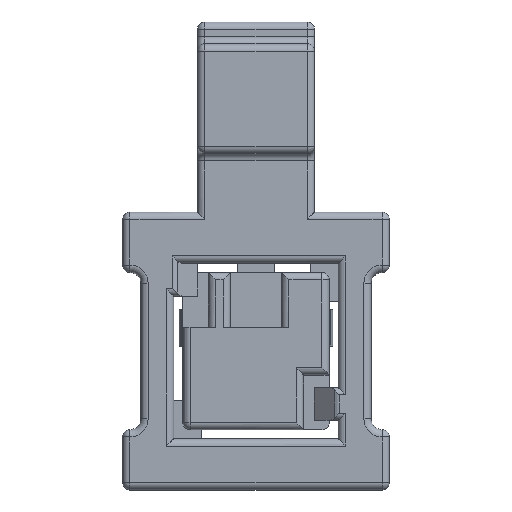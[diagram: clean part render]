
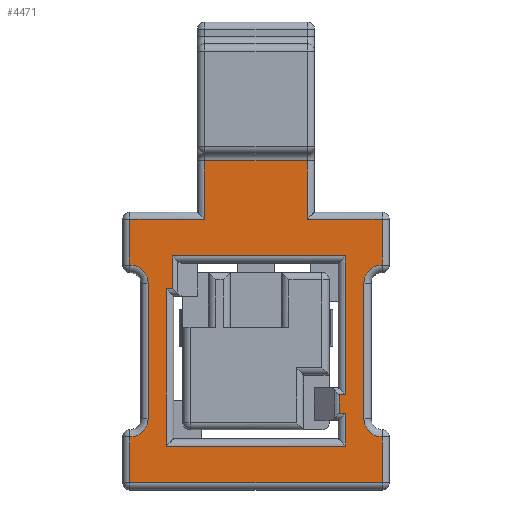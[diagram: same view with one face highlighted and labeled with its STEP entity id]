
A CAD part, top view. The second image highlights one B-rep face of the part: STEP entity #4471.
In plain terms, the highlighted planar face has unit normal (0, 0, 1).
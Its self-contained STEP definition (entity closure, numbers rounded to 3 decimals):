
#19=FACE_BOUND('',#566,.T.);
#121=PLANE('',#4855);
#301=FACE_OUTER_BOUND('',#565,.T.);
#565=EDGE_LOOP('',(#3527,#3528,#3529,#3530,#3531,#3532,#3533,#3534,#3535,
#3536,#3537,#3538,#3539,#3540,#3541,#3542));
#566=EDGE_LOOP('',(#3543,#3544,#3545,#3546,#3547,#3548,#3549,#3550,#3551,
#3552));
#823=CIRCLE('',#4856,0.5);
#824=CIRCLE('',#4857,0.5);
#825=CIRCLE('',#4858,0.5);
#826=CIRCLE('',#4859,0.5);
#1130=LINE('',#7285,#1575);
#1131=LINE('',#7290,#1576);
#1133=LINE('',#7298,#1578);
#1136=LINE('',#7311,#1581);
#1138=LINE('',#7318,#1583);
#1139=LINE('',#7320,#1584);
#1142=LINE('',#7328,#1587);
#1144=LINE('',#7334,#1589);
#1145=LINE('',#7339,#1590);
#1148=LINE('',#7343,#1593);
#1184=LINE('',#7425,#1629);
#1185=LINE('',#7429,#1630);
#1186=LINE('',#7431,#1631);
#1187=LINE('',#7433,#1632);
#1188=LINE('',#7435,#1633);
#1189=LINE('',#7437,#1634);
#1190=LINE('',#7439,#1635);
#1191=LINE('',#7441,#1636);
#1192=LINE('',#7445,#1637);
#1193=LINE('',#7449,#1638);
#1194=LINE('',#7451,#1639);
#1195=LINE('',#7452,#1640);
#1575=VECTOR('',#5691,10.);
#1576=VECTOR('',#5696,10.);
#1578=VECTOR('',#5704,10.);
#1581=VECTOR('',#5715,10.);
#1583=VECTOR('',#5723,10.);
#1584=VECTOR('',#5726,10.);
#1587=VECTOR('',#5733,10.);
#1589=VECTOR('',#5739,10.);
#1590=VECTOR('',#5746,10.);
#1593=VECTOR('',#5751,10.);
#1629=VECTOR('',#5809,10.);
#1630=VECTOR('',#5812,10.);
#1631=VECTOR('',#5813,10.);
#1632=VECTOR('',#5814,10.);
#1633=VECTOR('',#5815,10.);
#1634=VECTOR('',#5816,10.);
#1635=VECTOR('',#5817,10.);
#1636=VECTOR('',#5818,10.);
#1637=VECTOR('',#5821,10.);
#1638=VECTOR('',#5824,10.);
#1639=VECTOR('',#5825,10.);
#1640=VECTOR('',#5826,10.);
#2004=VERTEX_POINT('',#7282);
#2005=VERTEX_POINT('',#7284);
#2006=VERTEX_POINT('',#7288);
#2007=VERTEX_POINT('',#7289);
#2010=VERTEX_POINT('',#7297);
#2015=VERTEX_POINT('',#7308);
#2016=VERTEX_POINT('',#7310);
#2018=VERTEX_POINT('',#7316);
#2021=VERTEX_POINT('',#7327);
#2023=VERTEX_POINT('',#7333);
#2057=VERTEX_POINT('',#7421);
#2058=VERTEX_POINT('',#7422);
#2059=VERTEX_POINT('',#7424);
#2060=VERTEX_POINT('',#7426);
#2061=VERTEX_POINT('',#7428);
#2062=VERTEX_POINT('',#7430);
#2063=VERTEX_POINT('',#7432);
#2064=VERTEX_POINT('',#7434);
#2065=VERTEX_POINT('',#7436);
#2066=VERTEX_POINT('',#7438);
#2067=VERTEX_POINT('',#7440);
#2068=VERTEX_POINT('',#7442);
#2069=VERTEX_POINT('',#7444);
#2070=VERTEX_POINT('',#7446);
#2071=VERTEX_POINT('',#7448);
#2072=VERTEX_POINT('',#7450);
#2513=EDGE_CURVE('',#2004,#2005,#1130,.T.);
#2515=EDGE_CURVE('',#2006,#2007,#1131,.T.);
#2519=EDGE_CURVE('',#2007,#2010,#1133,.T.);
#2525=EDGE_CURVE('',#2015,#2016,#1136,.T.);
#2529=EDGE_CURVE('',#2018,#2015,#1138,.T.);
#2530=EDGE_CURVE('',#2010,#2018,#1139,.T.);
#2534=EDGE_CURVE('',#2016,#2021,#1142,.T.);
#2537=EDGE_CURVE('',#2021,#2023,#1144,.T.);
#2540=EDGE_CURVE('',#2005,#2006,#1145,.T.);
#2543=EDGE_CURVE('',#2023,#2004,#1148,.T.);
#2583=EDGE_CURVE('',#2057,#2058,#823,.T.);
#2584=EDGE_CURVE('',#2059,#2057,#1184,.T.);
#2585=EDGE_CURVE('',#2060,#2059,#824,.T.);
#2586=EDGE_CURVE('',#2061,#2060,#1185,.T.);
#2587=EDGE_CURVE('',#2062,#2061,#1186,.T.);
#2588=EDGE_CURVE('',#2063,#2062,#1187,.T.);
#2589=EDGE_CURVE('',#2064,#2063,#1188,.T.);
#2590=EDGE_CURVE('',#2065,#2064,#1189,.T.);
#2591=EDGE_CURVE('',#2066,#2065,#1190,.T.);
#2592=EDGE_CURVE('',#2067,#2066,#1191,.T.);
#2593=EDGE_CURVE('',#2068,#2067,#825,.T.);
#2594=EDGE_CURVE('',#2069,#2068,#1192,.T.);
#2595=EDGE_CURVE('',#2070,#2069,#826,.T.);
#2596=EDGE_CURVE('',#2071,#2070,#1193,.T.);
#2597=EDGE_CURVE('',#2072,#2071,#1194,.T.);
#2598=EDGE_CURVE('',#2058,#2072,#1195,.T.);
#3527=ORIENTED_EDGE('',*,*,#2583,.F.);
#3528=ORIENTED_EDGE('',*,*,#2584,.F.);
#3529=ORIENTED_EDGE('',*,*,#2585,.F.);
#3530=ORIENTED_EDGE('',*,*,#2586,.F.);
#3531=ORIENTED_EDGE('',*,*,#2587,.F.);
#3532=ORIENTED_EDGE('',*,*,#2588,.F.);
#3533=ORIENTED_EDGE('',*,*,#2589,.F.);
#3534=ORIENTED_EDGE('',*,*,#2590,.F.);
#3535=ORIENTED_EDGE('',*,*,#2591,.F.);
#3536=ORIENTED_EDGE('',*,*,#2592,.F.);
#3537=ORIENTED_EDGE('',*,*,#2593,.F.);
#3538=ORIENTED_EDGE('',*,*,#2594,.F.);
#3539=ORIENTED_EDGE('',*,*,#2595,.F.);
#3540=ORIENTED_EDGE('',*,*,#2596,.F.);
#3541=ORIENTED_EDGE('',*,*,#2597,.F.);
#3542=ORIENTED_EDGE('',*,*,#2598,.F.);
#3543=ORIENTED_EDGE('',*,*,#2525,.F.);
#3544=ORIENTED_EDGE('',*,*,#2529,.F.);
#3545=ORIENTED_EDGE('',*,*,#2530,.F.);
#3546=ORIENTED_EDGE('',*,*,#2519,.F.);
#3547=ORIENTED_EDGE('',*,*,#2515,.F.);
#3548=ORIENTED_EDGE('',*,*,#2540,.F.);
#3549=ORIENTED_EDGE('',*,*,#2513,.F.);
#3550=ORIENTED_EDGE('',*,*,#2543,.F.);
#3551=ORIENTED_EDGE('',*,*,#2537,.F.);
#3552=ORIENTED_EDGE('',*,*,#2534,.F.);
#4471=ADVANCED_FACE('',(#301,#19),#121,.T.);
#4855=AXIS2_PLACEMENT_3D('',#7420,#5805,#5806);
#4856=AXIS2_PLACEMENT_3D('',#7423,#5807,#5808);
#4857=AXIS2_PLACEMENT_3D('',#7427,#5810,#5811);
#4858=AXIS2_PLACEMENT_3D('',#7443,#5819,#5820);
#4859=AXIS2_PLACEMENT_3D('',#7447,#5822,#5823);
#5691=DIRECTION('',(-1.,0.,0.));
#5696=DIRECTION('',(1.,0.,0.));
#5704=DIRECTION('',(0.,1.,0.));
#5715=DIRECTION('',(1.,0.,0.));
#5723=DIRECTION('',(0.,1.,0.));
#5726=DIRECTION('',(-1.,0.,0.));
#5733=DIRECTION('',(0.,1.,0.));
#5739=DIRECTION('',(-1.,0.,0.));
#5746=DIRECTION('',(0.,-1.,0.));
#5751=DIRECTION('',(0.,-1.,0.));
#5805=DIRECTION('center_axis',(0.,0.,1.));
#5806=DIRECTION('ref_axis',(0.,-1.,0.));
#5807=DIRECTION('center_axis',(0.,0.,1.));
#5808=DIRECTION('ref_axis',(-0.707,-0.707,0.));
#5809=DIRECTION('',(0.,-1.,0.));
#5810=DIRECTION('center_axis',(0.,0.,1.));
#5811=DIRECTION('ref_axis',(-0.707,0.707,0.));
#5812=DIRECTION('',(0.,-1.,0.));
#5813=DIRECTION('',(1.,0.,0.));
#5814=DIRECTION('',(0.,-1.,0.));
#5815=DIRECTION('',(1.,0.,0.));
#5816=DIRECTION('',(0.,1.,0.));
#5817=DIRECTION('',(1.,0.,0.));
#5818=DIRECTION('',(0.,1.,0.));
#5819=DIRECTION('center_axis',(0.,0.,1.));
#5820=DIRECTION('ref_axis',(0.707,0.707,0.));
#5821=DIRECTION('',(0.,1.,0.));
#5822=DIRECTION('center_axis',(0.,0.,1.));
#5823=DIRECTION('ref_axis',(0.707,-0.707,0.));
#5824=DIRECTION('',(0.,1.,0.));
#5825=DIRECTION('',(-1.,0.,0.));
#5826=DIRECTION('',(0.,-1.,0.));
#7282=CARTESIAN_POINT('',(-2.283,2.35,1.));
#7284=CARTESIAN_POINT('',(-2.45,2.35,1.));
#7285=CARTESIAN_POINT('',(-0.8,2.35,1.));
#7288=CARTESIAN_POINT('',(-2.45,-1.95,1.));
#7289=CARTESIAN_POINT('',(2.45,-1.95,1.));
#7290=CARTESIAN_POINT('',(1.125,-1.95,1.));
#7297=CARTESIAN_POINT('',(2.45,-1.05,1.));
#7298=CARTESIAN_POINT('',(2.45,4.55,1.));
#7308=CARTESIAN_POINT('',(2.283,-0.55,1.));
#7310=CARTESIAN_POINT('',(2.45,-0.55,1.));
#7311=CARTESIAN_POINT('',(0.8,-0.55,1.));
#7316=CARTESIAN_POINT('',(2.283,-1.05,1.));
#7318=CARTESIAN_POINT('',(2.283,4.225,1.));
#7320=CARTESIAN_POINT('',(1.25,-1.05,1.));
#7327=CARTESIAN_POINT('',(2.45,3.25,1.));
#7328=CARTESIAN_POINT('',(2.45,4.55,1.));
#7333=CARTESIAN_POINT('',(-2.283,3.25,1.));
#7334=CARTESIAN_POINT('',(-1.125,3.25,1.));
#7339=CARTESIAN_POINT('',(-2.45,2.15,1.));
#7343=CARTESIAN_POINT('',(-2.283,5.3,1.));
#7420=CARTESIAN_POINT('Origin',(0.,6.05,1.));
#7421=CARTESIAN_POINT('',(2.95,-1.2,1.));
#7422=CARTESIAN_POINT('',(3.45,-1.7,1.));
#7423=CARTESIAN_POINT('Origin',(3.45,-1.2,1.));
#7424=CARTESIAN_POINT('',(2.95,2.5,1.));
#7425=CARTESIAN_POINT('',(2.95,2.275,1.));
#7426=CARTESIAN_POINT('',(3.45,3.,1.));
#7427=CARTESIAN_POINT('Origin',(3.45,2.5,1.));
#7428=CARTESIAN_POINT('',(3.45,4.25,1.));
#7429=CARTESIAN_POINT('',(3.45,4.425,1.));
#7430=CARTESIAN_POINT('',(1.4,4.25,1.));
#7431=CARTESIAN_POINT('',(1.825,4.25,1.));
#7432=CARTESIAN_POINT('',(1.4,5.85,1.));
#7433=CARTESIAN_POINT('',(1.4,5.25,1.));
#7434=CARTESIAN_POINT('',(-1.4,5.85,1.));
#7435=CARTESIAN_POINT('',(0.,5.85,1.));
#7436=CARTESIAN_POINT('',(-1.4,4.25,1.));
#7437=CARTESIAN_POINT('',(-1.4,7.85,1.));
#7438=CARTESIAN_POINT('',(-3.45,4.25,1.));
#7439=CARTESIAN_POINT('',(-0.8,4.25,1.));
#7440=CARTESIAN_POINT('',(-3.45,3.,1.));
#7441=CARTESIAN_POINT('',(-3.45,5.25,1.));
#7442=CARTESIAN_POINT('',(-2.95,2.5,1.));
#7443=CARTESIAN_POINT('Origin',(-3.45,2.5,1.));
#7444=CARTESIAN_POINT('',(-2.95,-1.2,1.));
#7445=CARTESIAN_POINT('',(-2.95,4.425,1.));
#7446=CARTESIAN_POINT('',(-3.45,-1.7,1.));
#7447=CARTESIAN_POINT('Origin',(-3.45,-1.2,1.));
#7448=CARTESIAN_POINT('',(-3.45,-2.95,1.));
#7449=CARTESIAN_POINT('',(-3.45,2.275,1.));
#7450=CARTESIAN_POINT('',(3.45,-2.95,1.));
#7451=CARTESIAN_POINT('',(-1.825,-2.95,1.));
#7452=CARTESIAN_POINT('',(3.45,1.45,1.));
